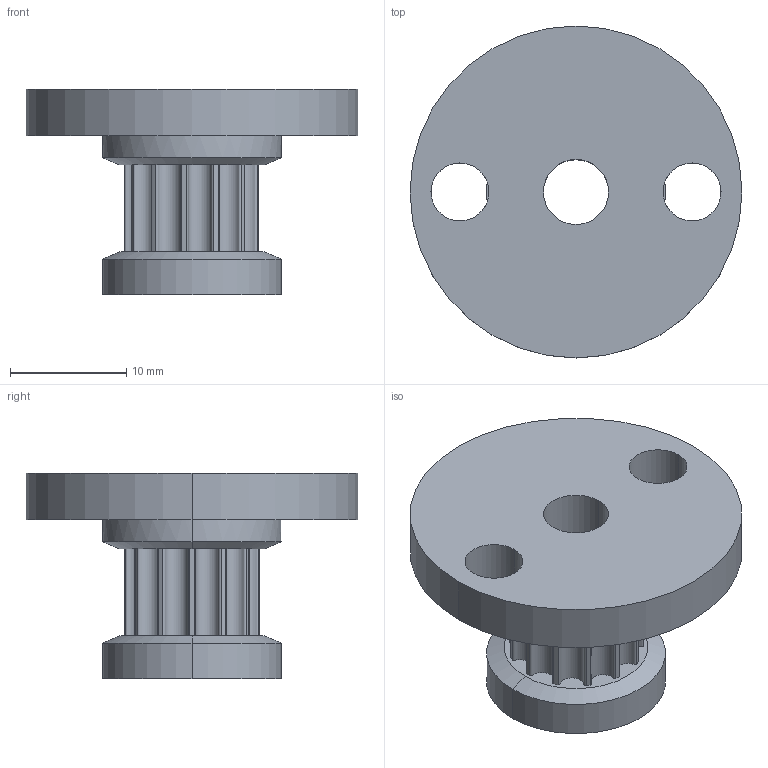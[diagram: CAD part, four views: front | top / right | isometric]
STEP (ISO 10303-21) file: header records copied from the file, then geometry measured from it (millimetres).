
FILE_DESCRIPTION (( 'STEP AP214' ), '1' );
FILE_NAME ('MirrorHTD (13 Teeth) - Middle [Thigh].STEP', '2023-12-11T13:50:21', ( '' ), ( '' ), 'SwSTEP 2.0', 'SolidWorks 2023', '' );
FILE_SCHEMA (( 'AUTOMOTIVE_DESIGN' ));
Length unit declared in the file: millimetre
Products named in the file (1): MirrorHTD (13 Teeth) - Middle [Thigh]_GearTrax
Bounding box: 28.6 x 28.6 x 17.72 mm (x, y, z)
Volume: 3699.2 mm3; surface area: 2800 mm2
Topology: 1 solids, 1 shells, 49 faces, 130 edges, 84 vertices
Faces by surface type: cylinder 25, bspline 13, plane 7, cone 4
Entity records: 5659 total; most frequent: CARTESIAN_POINT 4437, ORIENTED_EDGE 260, DIRECTION 240, EDGE_CURVE 130, AXIS2_PLACEMENT_3D 99, VERTEX_POINT 84, CIRCLE 62, EDGE_LOOP 56
